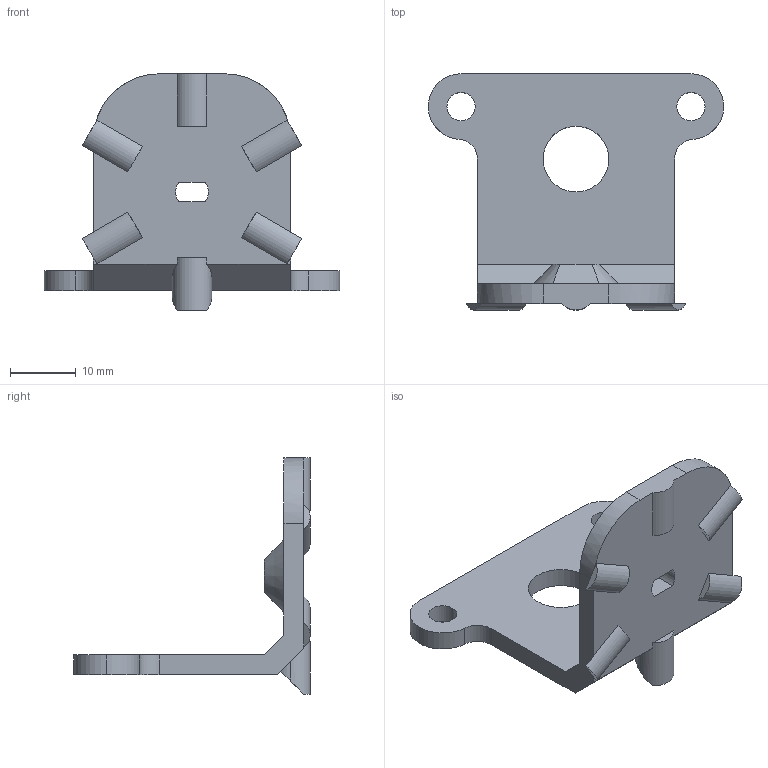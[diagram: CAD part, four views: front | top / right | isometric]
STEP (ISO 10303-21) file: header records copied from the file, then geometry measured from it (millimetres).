
FILE_DESCRIPTION (( 'STEP AP214' ), '1' );
FILE_NAME ('Stepper-Stepper Adapter.STEP', '2025-12-15T17:44:42', ( '' ), ( '' ), 'SwSTEP 2.0', 'SolidWorks 2025', '' );
FILE_SCHEMA (( 'AUTOMOTIVE_DESIGN' ));
Length unit declared in the file: millimetre
Products named in the file (1): Stepper-Stepper Adapter
Bounding box: 45 x 36 x 36 mm (x, y, z)
Volume: 6040.5 mm3; surface area: 4756.9 mm2
Topology: 1 solids, 1 shells, 57 faces, 154 edges, 100 vertices
Faces by surface type: plane 31, cylinder 24, cone 2
Entity records: 1845 total; most frequent: CARTESIAN_POINT 356, DIRECTION 308, ORIENTED_EDGE 308, EDGE_CURVE 154, AXIS2_PLACEMENT_3D 108, VERTEX_POINT 100, VECTOR 92, LINE 92
